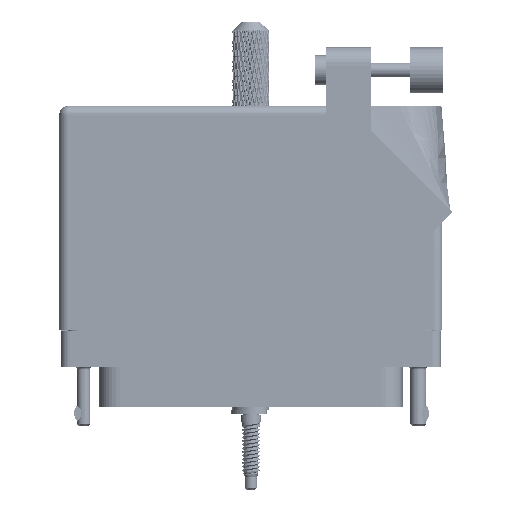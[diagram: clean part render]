
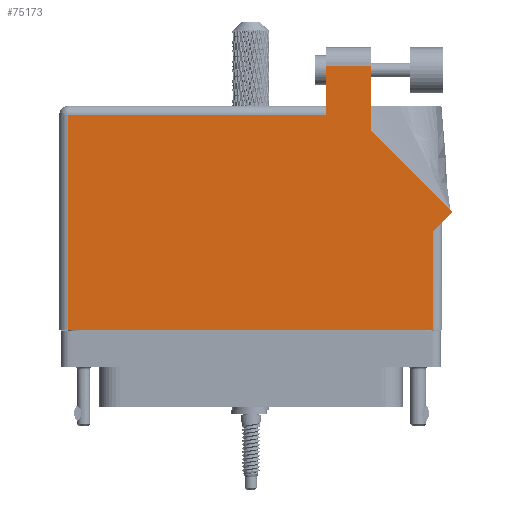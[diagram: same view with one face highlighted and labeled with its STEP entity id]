
A CAD part, front view. The second image highlights one B-rep face of the part: STEP entity #75173.
In plain terms, the highlighted face is planar.
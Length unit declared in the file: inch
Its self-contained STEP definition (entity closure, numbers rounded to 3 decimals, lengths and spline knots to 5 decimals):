
#2360 = DIRECTION ( 'NONE',  ( -1., 0., 0. ) ) ;
#2374 = CARTESIAN_POINT ( 'NONE',  ( -1.306, 1.43, 0.455 ) ) ;
#3736 = EDGE_CURVE ( 'NONE', #125242, #53986, #88066, .T. ) ;
#5129 = EDGE_CURVE ( 'NONE', #98545, #125242, #100107, .T. ) ;
#5142 = CARTESIAN_POINT ( 'NONE',  ( 1.37671, 0.70771, 0.455 ) ) ;
#5961 = CARTESIAN_POINT ( 'NONE',  ( -1.306, -0.1, 0.455 ) ) ;
#6508 = LINE ( 'NONE', #119612, #46267 ) ;
#6865 = VECTOR ( 'NONE', #13559, 39.37008 ) ;
#13559 = DIRECTION ( 'NONE',  ( 0., -1., 0. ) ) ;
#14958 = VECTOR ( 'NONE', #75751, 39.37008 ) ;
#17422 = EDGE_CURVE ( 'NONE', #28870, #26755, #55651, .T. ) ;
#17795 = CARTESIAN_POINT ( 'NONE',  ( 1.306, 0.637, 0.455 ) ) ;
#20971 = CARTESIAN_POINT ( 'NONE',  ( 0.513, 1.368, 0.455 ) ) ;
#21131 = VECTOR ( 'NONE', #113010, 39.37008 ) ;
#22127 = AXIS2_PLACEMENT_3D ( 'NONE', #2374, #31006, #70492 ) ;
#26755 = VERTEX_POINT ( 'NONE', #46935 ) ;
#28671 = ORIENTED_EDGE ( 'NONE', *, *, #5129, .T. ) ;
#28870 = VERTEX_POINT ( 'NONE', #112859 ) ;
#29546 = DIRECTION ( 'NONE',  ( 0., -1., 0. ) ) ;
#31006 = DIRECTION ( 'NONE',  ( 0., 0., -1. ) ) ;
#32707 = VECTOR ( 'NONE', #83485, 39.37008 ) ;
#33245 = LINE ( 'NONE', #75337, #14958 ) ;
#33461 = CARTESIAN_POINT ( 'NONE',  ( 1.244, 0.575, 0.455 ) ) ;
#35047 = CARTESIAN_POINT ( 'NONE',  ( 1.244, 0.637, 0.455 ) ) ;
#35181 = EDGE_CURVE ( 'NONE', #106717, #28870, #108488, .T. ) ;
#37605 = ORIENTED_EDGE ( 'NONE', *, *, #110607, .T. ) ;
#38911 = ORIENTED_EDGE ( 'NONE', *, *, #50349, .T. ) ;
#40642 = CARTESIAN_POINT ( 'NONE',  ( 1.244, -0.1, 0.455 ) ) ;
#44216 = ORIENTED_EDGE ( 'NONE', *, *, #3736, .T. ) ;
#46267 = VECTOR ( 'NONE', #2360, 39.37008 ) ;
#46935 = CARTESIAN_POINT ( 'NONE',  ( 0.82, 1.26442, 0.455 ) ) ;
#48515 = VERTEX_POINT ( 'NONE', #74948 ) ;
#50349 = EDGE_CURVE ( 'NONE', #123607, #48515, #54164, .T. ) ;
#53986 = VERTEX_POINT ( 'NONE', #20971 ) ;
#54130 = EDGE_CURVE ( 'NONE', #56326, #106717, #68809, .T. ) ;
#54164 = LINE ( 'NONE', #117376, #81741 ) ;
#55651 = LINE ( 'NONE', #5142, #32707 ) ;
#56326 = VERTEX_POINT ( 'NONE', #40642 ) ;
#58991 = EDGE_CURVE ( 'NONE', #48515, #56326, #118339, .T. ) ;
#59408 = CARTESIAN_POINT ( 'NONE',  ( 0.513, 1.705, 0.455 ) ) ;
#63802 = EDGE_CURVE ( 'NONE', #53986, #123607, #6508, .T. ) ;
#64531 = CARTESIAN_POINT ( 'NONE',  ( 0.513, 1.43, 0.455 ) ) ;
#68809 = LINE ( 'NONE', #35047, #21131 ) ;
#70492 = DIRECTION ( 'NONE',  ( -1., 0., 0. ) ) ;
#74098 = VECTOR ( 'NONE', #97215, 39.37008 ) ;
#74491 = CARTESIAN_POINT ( 'NONE',  ( 0.82, 1.705, 0.455 ) ) ;
#74948 = CARTESIAN_POINT ( 'NONE',  ( -1.244, -0.1, 0.455 ) ) ;
#75173 = ADVANCED_FACE ( 'NONE', ( #104463 ), #89733, .F. ) ;
#75337 = CARTESIAN_POINT ( 'NONE',  ( 0.82, 1.26442, 0.455 ) ) ;
#75751 = DIRECTION ( 'NONE',  ( 0., 1., 0. ) ) ;
#76451 = ORIENTED_EDGE ( 'NONE', *, *, #54130, .T. ) ;
#81741 = VECTOR ( 'NONE', #29546, 39.37008 ) ;
#82465 = VECTOR ( 'NONE', #87224, 39.37008 ) ;
#82848 = CARTESIAN_POINT ( 'NONE',  ( -1.244, 1.368, 0.455 ) ) ;
#83485 = DIRECTION ( 'NONE',  ( -0.707, 0.707, 0. ) ) ;
#84234 = ORIENTED_EDGE ( 'NONE', *, *, #17422, .T. ) ;
#87224 = DIRECTION ( 'NONE',  ( 0.707, 0.707, 0. ) ) ;
#88066 = LINE ( 'NONE', #64531, #6865 ) ;
#89248 = ORIENTED_EDGE ( 'NONE', *, *, #58991, .T. ) ;
#89733 = PLANE ( 'NONE',  #22127 ) ;
#90734 = EDGE_LOOP ( 'NONE', ( #37605, #28671, #44216, #115299, #38911, #89248, #76451, #98383, #84234 ) ) ;
#92898 = DIRECTION ( 'NONE',  ( 1., 0., 0. ) ) ;
#97215 = DIRECTION ( 'NONE',  ( -1., 0., 0. ) ) ;
#98383 = ORIENTED_EDGE ( 'NONE', *, *, #35181, .T. ) ;
#98545 = VERTEX_POINT ( 'NONE', #74491 ) ;
#100107 = LINE ( 'NONE', #59408, #74098 ) ;
#104463 = FACE_OUTER_BOUND ( 'NONE', #90734, .T. ) ;
#106717 = VERTEX_POINT ( 'NONE', #33461 ) ;
#107056 = CARTESIAN_POINT ( 'NONE',  ( 0.513, 1.705, 0.455 ) ) ;
#108488 = LINE ( 'NONE', #17795, #82465 ) ;
#110607 = EDGE_CURVE ( 'NONE', #26755, #98545, #33245, .T. ) ;
#112859 = CARTESIAN_POINT ( 'NONE',  ( 1.37671, 0.70771, 0.455 ) ) ;
#113010 = DIRECTION ( 'NONE',  ( 0., 1., 0. ) ) ;
#115299 = ORIENTED_EDGE ( 'NONE', *, *, #63802, .T. ) ;
#117376 = CARTESIAN_POINT ( 'NONE',  ( -1.244, -0.1, 0.455 ) ) ;
#118339 = LINE ( 'NONE', #5961, #125923 ) ;
#119612 = CARTESIAN_POINT ( 'NONE',  ( -1.306, 1.368, 0.455 ) ) ;
#123607 = VERTEX_POINT ( 'NONE', #82848 ) ;
#125242 = VERTEX_POINT ( 'NONE', #107056 ) ;
#125923 = VECTOR ( 'NONE', #92898, 39.37008 ) ;
